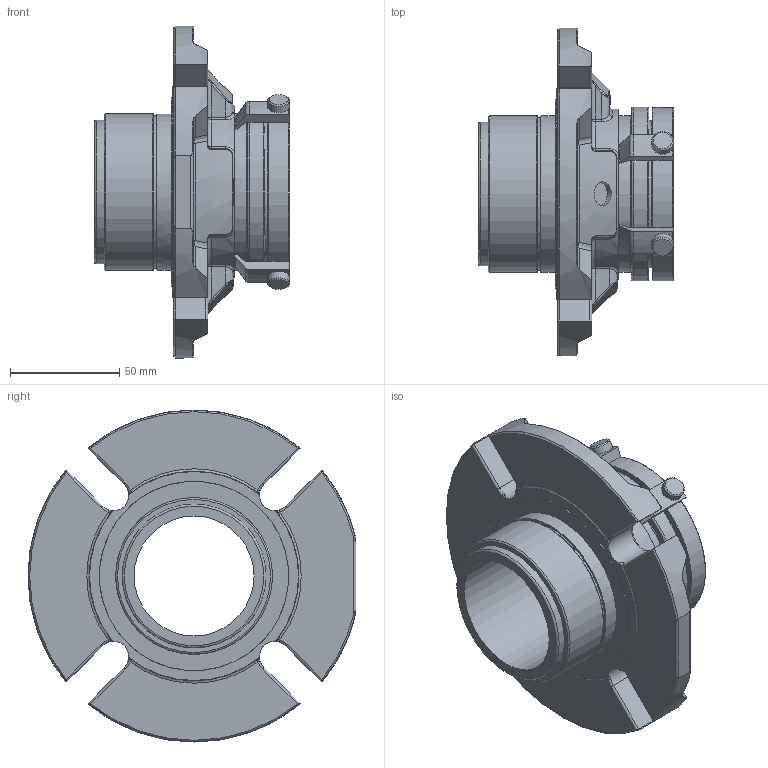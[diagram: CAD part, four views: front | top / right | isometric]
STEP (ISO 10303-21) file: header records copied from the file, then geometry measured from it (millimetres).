
FILE_DESCRIPTION(/* description */ ('Unknown'),/* implementation_level */ '2;1');
FILE_NAME(/* name */ '55mm',/* time_stamp */ '2023-02-06T14:44:56+00:00',/* author */ ('Unknown'),/* organization */ ('Unknown'),/* preprocessor_version */ 'ST-DEVELOPER v16.7',/* originating_system */ 'Solid Edge',/* authorisation */ 'Unknown');
FILE_SCHEMA (('AUTOMOTIVE_DESIGN {1 0 10303 214 3 1 1}'));
Length unit declared in the file: millimetre
Products named in the file (1): 55mm
Bounding box: 89.43 x 150.27 x 152.15 mm (x, y, z)
Volume: 366280.2 mm3; surface area: 78289.8 mm2
Topology: 1 solids, 1 shells, 620 faces, 1548 edges, 962 vertices
Faces by surface type: plane 195, cylinder 157, bspline 105, torus 90, sphere 42, cone 31
Full cylindrical faces by diameter (mm): 3.761 x1, 10 x4, 10.998 x2, 54.991 x1, 65.922 x1, 67.462 x1, 69.875 x1, 71.704 x1, 71.755 x1, 71.78 x1, 79.705 x1, 86.716 x1
Entity records: 21344 total; most frequent: CARTESIAN_POINT 7617, ORIENTED_EDGE 2994, DIRECTION 2631, EDGE_CURVE 1497, AXIS2_PLACEMENT_3D 1062, VERTEX_POINT 945, EDGE_LOOP 696, FACE_BOUND 696
